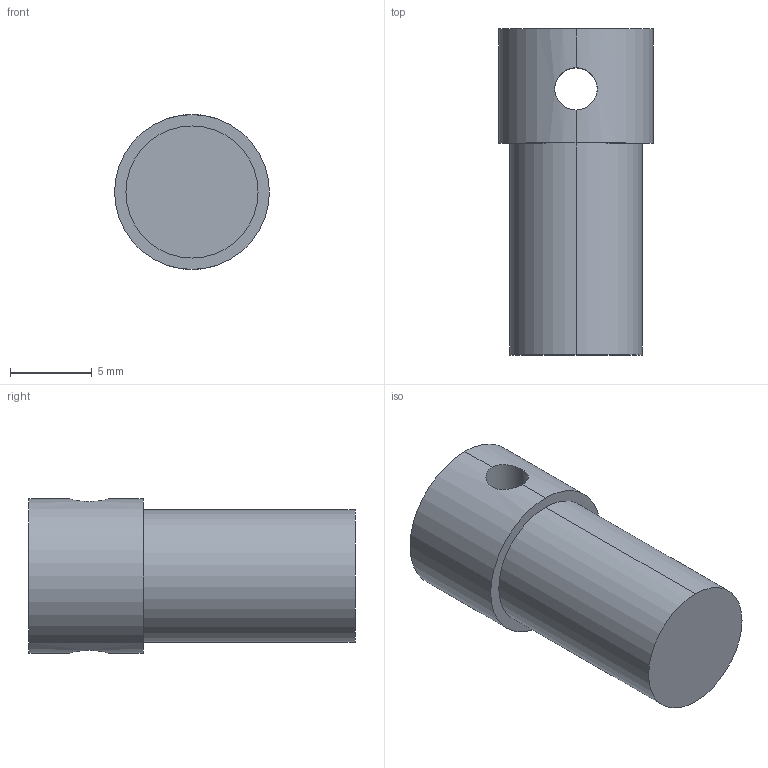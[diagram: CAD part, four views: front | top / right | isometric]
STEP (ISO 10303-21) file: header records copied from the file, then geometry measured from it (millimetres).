
FILE_DESCRIPTION (( 'STEP AP203' ), '1' );
FILE_NAME ('Coupler_ext_Default_sldprt.STEP', '2025-12-17T14:41:44', ( '' ), ( '' ), 'SwSTEP 2.0', 'SolidWorks 2025', '' );
FILE_SCHEMA (( 'CONFIG_CONTROL_DESIGN' ));
Length unit declared in the file: millimetre
Products named in the file (1): Coupler_ext_Default_sldprt
Bounding box: 9.5 x 20 x 9.5 mm (x, y, z)
Volume: 917.6 mm3; surface area: 912.3 mm2
Topology: 1 solids, 1 shells, 26 faces, 72 edges, 46 vertices
Faces by surface type: plane 18, cylinder 8
Entity records: 973 total; most frequent: CARTESIAN_POINT 269, ORIENTED_EDGE 144, DIRECTION 114, EDGE_CURVE 72, VERTEX_POINT 46, VECTOR 44, LINE 44, AXIS2_PLACEMENT_3D 35
